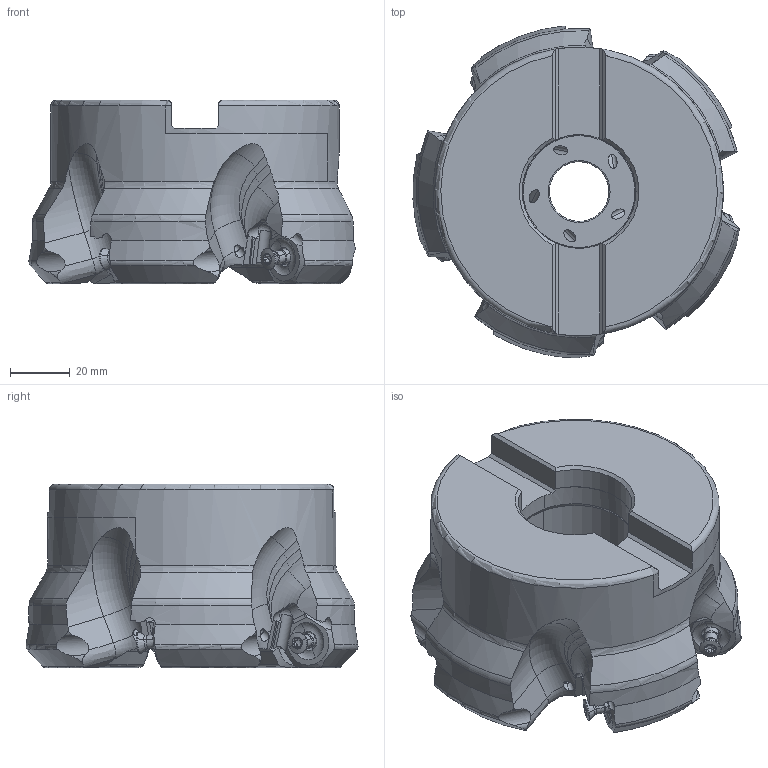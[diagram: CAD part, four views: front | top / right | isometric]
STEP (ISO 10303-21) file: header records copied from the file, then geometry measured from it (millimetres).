
FILE_DESCRIPTION((''),'2;1');
FILE_NAME('AHX640SUR0405EA_ASM','2021-08-20T13:25:48',('tlyw01'),('PTC Japan'),'CREO PARAMETRIC BY PTC INC, 2018500','CREO PARAMETRIC BY PTC INC, 2018500','');
FILE_SCHEMA(('AUTOMOTIVE_DESIGN { 1 0 10303 214 1 1 1 1 }'));
Length unit declared in the file: millimetre
Products named in the file (7): AHX640SUR0405EA_1; AHX640SUR0405EA_2; AHX640SUR0405EA_3; AHX640SUR0405EA_4; AHX640SUR0405EA_5; AHX640SUR0405EA_6; AHX640SUR0405EA_ASM
Assembly tree (6 placements, depth 2):
  AHX640SUR0405EA_ASM
    AHX640SUR0405EA_1
    AHX640SUR0405EA_2
    AHX640SUR0405EA_3
    AHX640SUR0405EA_4
    AHX640SUR0405EA_5
    AHX640SUR0405EA_6
Bounding box: 109.36 x 111.34 x 61.71 mm (x, y, z)
Volume: 351335.4 mm3; surface area: 47424.2 mm2
Topology: 6 solids, 6 shells, 647 faces, 1976 edges, 1312 vertices
Faces by surface type: cylinder 267, cone 123, plane 121, torus 81, sphere 35, revolution 10, bspline 10
Entity records: 36781 total; most frequent: CARTESIAN_POINT 15675, ORIENTED_EDGE 3872, DIRECTION 2792, EDGE_CURVE 1936, VERTEX_POINT 1312, AXIS2_PLACEMENT_3D 1166, B_SPLINE_CURVE_WITH_KNOTS 974, EDGE_LOOP 670
